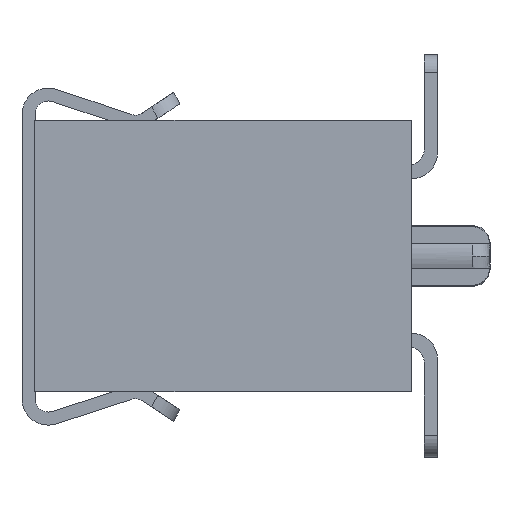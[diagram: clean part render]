
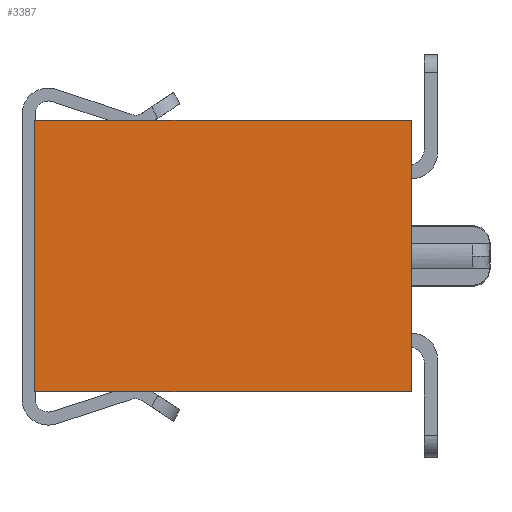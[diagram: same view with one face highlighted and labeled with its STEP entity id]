
A CAD part, left-side view. The second image highlights one B-rep face of the part: STEP entity #3387.
In plain terms, the highlighted planar face has unit normal (-1, 0, 0).
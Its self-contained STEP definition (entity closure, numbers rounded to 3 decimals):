
#1609=CARTESIAN_POINT('',(1.271,5.,-3.1));
#1610=VERTEX_POINT('',#1609);
#1627=CARTESIAN_POINT('',(1.271,0.7,-3.1));
#1628=VERTEX_POINT('',#1627);
#1635=CARTESIAN_POINT('',(1.271,0.7,-3.1));
#1636=DIRECTION('',(0.,1.,0.));
#1637=VECTOR('',#1636,4.3);
#1638=LINE('',#1635,#1637);
#1639=EDGE_CURVE('',#1628,#1610,#1638,.T.);
#1858=CARTESIAN_POINT('',(1.271,0.7,0.));
#1859=VERTEX_POINT('',#1858);
#1869=CARTESIAN_POINT('',(1.271,5.,0.));
#1870=VERTEX_POINT('',#1869);
#1877=CARTESIAN_POINT('',(1.271,0.7,0.));
#1878=DIRECTION('',(0.,1.,0.));
#1879=VECTOR('',#1878,4.3);
#1880=LINE('',#1877,#1879);
#1881=EDGE_CURVE('',#1859,#1870,#1880,.T.);
#2281=CARTESIAN_POINT('',(1.271,5.,0.));
#2282=DIRECTION('',(0.,0.,-1.));
#2283=VECTOR('',#2282,3.1);
#2284=LINE('',#2281,#2283);
#2285=EDGE_CURVE('',#1870,#1610,#2284,.T.);
#2483=CARTESIAN_POINT('',(1.271,0.7,-3.1));
#2484=DIRECTION('',(0.,0.,1.));
#2485=VECTOR('',#2484,3.1);
#2486=LINE('',#2483,#2485);
#2487=EDGE_CURVE('',#1628,#1859,#2486,.T.);
#3376=CARTESIAN_POINT('',(1.271,4.944,-3.1));
#3377=DIRECTION('',(0.,-1.,0.));
#3378=DIRECTION('',(-1.,0.,0.));
#3379=AXIS2_PLACEMENT_3D('',#3376,#3378,#3377);
#3380=PLANE('',#3379);
#3381=ORIENTED_EDGE('',*,*,#1881,.T.);
#3382=ORIENTED_EDGE('',*,*,#2285,.T.);
#3383=ORIENTED_EDGE('',*,*,#1639,.F.);
#3384=ORIENTED_EDGE('',*,*,#2487,.T.);
#3385=EDGE_LOOP('',(#3381,#3382,#3383,#3384));
#3386=FACE_OUTER_BOUND('',#3385,.T.);
#3387=ADVANCED_FACE('',(#3386),#3380,.T.);
